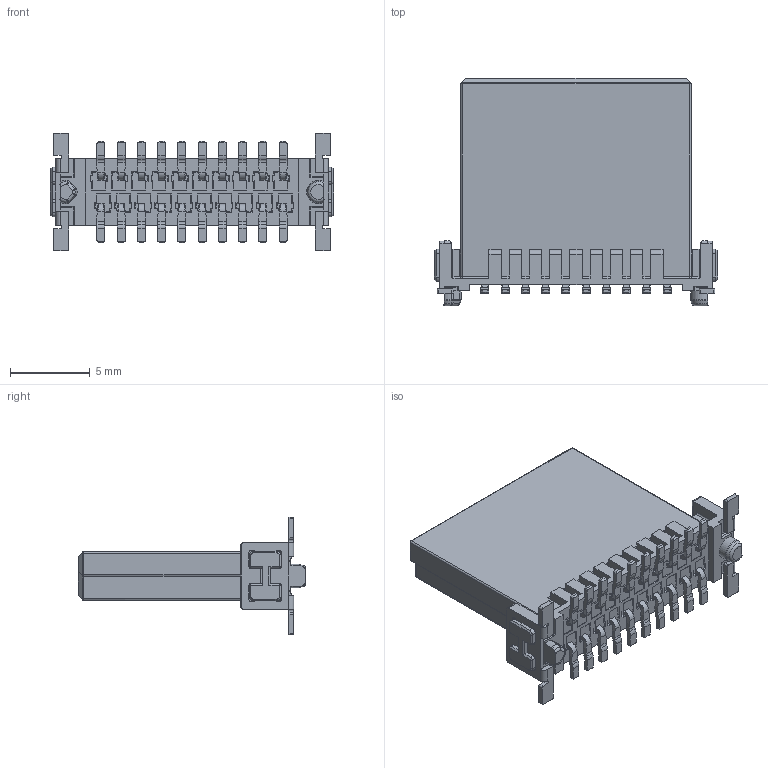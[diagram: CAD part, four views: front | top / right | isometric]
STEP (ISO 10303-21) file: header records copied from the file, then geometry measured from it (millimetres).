
FILE_DESCRIPTION(/* description */ (''),/* implementation_level */ '2;1');
FILE_NAME(/* name */ '100893109ugm000_b.stp',/* time_stamp */ '2021-12-07T09:02:03+01:00',/* author */ (''),/* organization */ (''),/* preprocessor_version */ 'ST-DEVELOPER v16.7',/* originating_system */ 'SIEMENS PLM Software NX 1911',/* authorisation */ '');
FILE_SCHEMA (('AUTOMOTIVE_DESIGN { 1 0 10303 214 3 1 1 1 }'));
Products named in the file (1): 100893109ugm000_b
Bounding box: 17.78 x 14.28 x 7.4 mm (x, y, z)
Volume: 600.5 mm3; surface area: 874.9 mm2
Topology: 1 solids, 1 shells, 2183 faces, 5956 edges, 3901 vertices
Faces by surface type: plane 1663, cylinder 458, sphere 24, cone 20, torus 12, bspline 6
Entity records: 75897 total; most frequent: CARTESIAN_POINT 12819, ORIENTED_EDGE 11886, DIRECTION 11180, EDGE_CURVE 5943, LINE 4704, VECTOR 4704, VERTEX_POINT 3900, AXIS2_PLACEMENT_3D 3238
